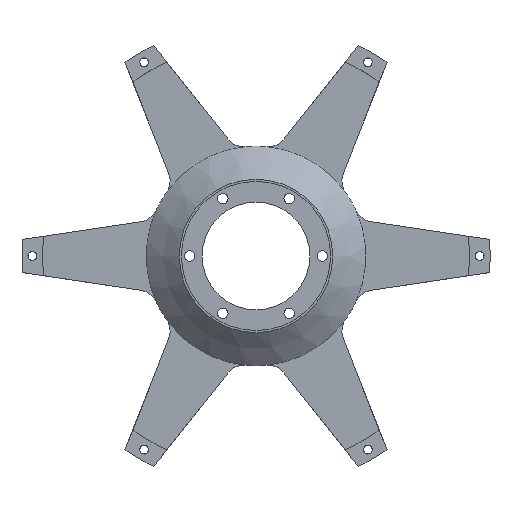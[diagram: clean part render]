
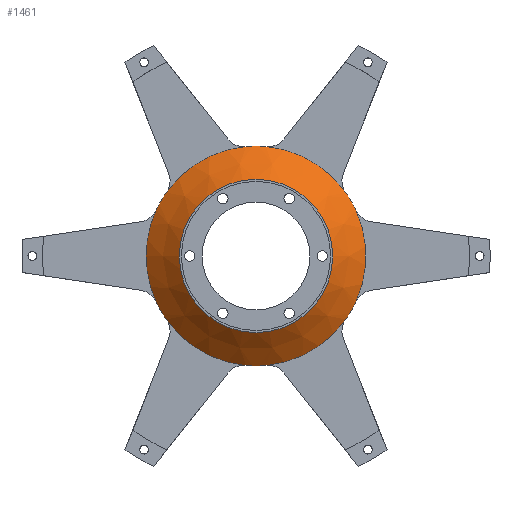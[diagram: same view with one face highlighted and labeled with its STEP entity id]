
A CAD part, top view. The second image highlights one B-rep face of the part: STEP entity #1461.
In plain terms, the highlighted conical face has half-angle 48.814 degrees and reference radius 45 mm.
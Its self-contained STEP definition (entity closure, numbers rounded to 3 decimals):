
#22=CONICAL_SURFACE('',#1655,45.,0.852);
#149=FACE_OUTER_BOUND('',#249,.T.);
#249=EDGE_LOOP('',(#1293,#1294,#1295,#1296,#1297,#1298,#1299,#1300,#1301,
#1302,#1303,#1304,#1305,#1306,#1307,#1308));
#365=LINE('',#2547,#471);
#471=VECTOR('',#2113,45.);
#484=CIRCLE('',#1494,53.);
#490=CIRCLE('',#1504,53.);
#496=CIRCLE('',#1514,53.);
#502=CIRCLE('',#1524,53.);
#508=CIRCLE('',#1534,53.);
#514=CIRCLE('',#1544,53.);
#532=CIRCLE('',#1568,53.);
#533=CIRCLE('',#1569,53.);
#538=CIRCLE('',#1579,53.);
#543=CIRCLE('',#1589,53.);
#548=CIRCLE('',#1599,53.);
#553=CIRCLE('',#1609,53.);
#578=CIRCLE('',#1654,53.);
#579=CIRCLE('',#1656,37.);
#584=VERTEX_POINT('',#2148);
#591=VERTEX_POINT('',#2166);
#596=VERTEX_POINT('',#2179);
#603=VERTEX_POINT('',#2197);
#608=VERTEX_POINT('',#2210);
#615=VERTEX_POINT('',#2228);
#620=VERTEX_POINT('',#2241);
#627=VERTEX_POINT('',#2259);
#632=VERTEX_POINT('',#2272);
#639=VERTEX_POINT('',#2290);
#644=VERTEX_POINT('',#2303);
#651=VERTEX_POINT('',#2321);
#675=VERTEX_POINT('',#2388);
#713=VERTEX_POINT('',#2545);
#731=EDGE_CURVE('',#584,#591,#484,.T.);
#746=EDGE_CURVE('',#596,#603,#490,.T.);
#761=EDGE_CURVE('',#608,#615,#496,.T.);
#776=EDGE_CURVE('',#620,#627,#502,.T.);
#791=EDGE_CURVE('',#632,#639,#508,.T.);
#806=EDGE_CURVE('',#644,#651,#514,.T.);
#837=EDGE_CURVE('',#675,#644,#532,.T.);
#838=EDGE_CURVE('',#639,#675,#533,.T.);
#847=EDGE_CURVE('',#627,#632,#538,.T.);
#856=EDGE_CURVE('',#615,#620,#543,.T.);
#865=EDGE_CURVE('',#603,#608,#548,.T.);
#874=EDGE_CURVE('',#591,#596,#553,.T.);
#914=EDGE_CURVE('',#651,#584,#578,.T.);
#915=EDGE_CURVE('',#713,#713,#579,.T.);
#916=EDGE_CURVE('',#713,#675,#365,.T.);
#1293=ORIENTED_EDGE('',*,*,#915,.F.);
#1294=ORIENTED_EDGE('',*,*,#916,.T.);
#1295=ORIENTED_EDGE('',*,*,#837,.T.);
#1296=ORIENTED_EDGE('',*,*,#806,.T.);
#1297=ORIENTED_EDGE('',*,*,#914,.T.);
#1298=ORIENTED_EDGE('',*,*,#731,.T.);
#1299=ORIENTED_EDGE('',*,*,#874,.T.);
#1300=ORIENTED_EDGE('',*,*,#746,.T.);
#1301=ORIENTED_EDGE('',*,*,#865,.T.);
#1302=ORIENTED_EDGE('',*,*,#761,.T.);
#1303=ORIENTED_EDGE('',*,*,#856,.T.);
#1304=ORIENTED_EDGE('',*,*,#776,.T.);
#1305=ORIENTED_EDGE('',*,*,#847,.T.);
#1306=ORIENTED_EDGE('',*,*,#791,.T.);
#1307=ORIENTED_EDGE('',*,*,#838,.T.);
#1308=ORIENTED_EDGE('',*,*,#916,.F.);
#1461=ADVANCED_FACE('',(#149),#22,.T.);
#1494=AXIS2_PLACEMENT_3D('',#2176,#1698,#1699);
#1504=AXIS2_PLACEMENT_3D('',#2207,#1727,#1728);
#1514=AXIS2_PLACEMENT_3D('',#2238,#1756,#1757);
#1524=AXIS2_PLACEMENT_3D('',#2269,#1785,#1786);
#1534=AXIS2_PLACEMENT_3D('',#2300,#1814,#1815);
#1544=AXIS2_PLACEMENT_3D('',#2331,#1843,#1844);
#1568=AXIS2_PLACEMENT_3D('',#2389,#1904,#1905);
#1569=AXIS2_PLACEMENT_3D('',#2390,#1906,#1907);
#1579=AXIS2_PLACEMENT_3D('',#2408,#1930,#1931);
#1589=AXIS2_PLACEMENT_3D('',#2426,#1954,#1955);
#1599=AXIS2_PLACEMENT_3D('',#2444,#1978,#1979);
#1609=AXIS2_PLACEMENT_3D('',#2462,#2002,#2003);
#1654=AXIS2_PLACEMENT_3D('',#2543,#2107,#2108);
#1655=AXIS2_PLACEMENT_3D('',#2544,#2109,#2110);
#1656=AXIS2_PLACEMENT_3D('',#2546,#2111,#2112);
#1698=DIRECTION('center_axis',(0.,0.,1.));
#1699=DIRECTION('ref_axis',(1.,0.,0.));
#1727=DIRECTION('center_axis',(0.,0.,1.));
#1728=DIRECTION('ref_axis',(1.,0.,0.));
#1756=DIRECTION('center_axis',(0.,0.,1.));
#1757=DIRECTION('ref_axis',(1.,0.,0.));
#1785=DIRECTION('center_axis',(0.,0.,1.));
#1786=DIRECTION('ref_axis',(1.,0.,0.));
#1814=DIRECTION('center_axis',(0.,0.,1.));
#1815=DIRECTION('ref_axis',(1.,0.,0.));
#1843=DIRECTION('center_axis',(0.,0.,1.));
#1844=DIRECTION('ref_axis',(1.,0.,0.));
#1904=DIRECTION('center_axis',(0.,0.,1.));
#1905=DIRECTION('ref_axis',(1.,0.,0.));
#1906=DIRECTION('center_axis',(0.,0.,1.));
#1907=DIRECTION('ref_axis',(1.,0.,0.));
#1930=DIRECTION('center_axis',(0.,0.,1.));
#1931=DIRECTION('ref_axis',(1.,0.,0.));
#1954=DIRECTION('center_axis',(0.,0.,1.));
#1955=DIRECTION('ref_axis',(1.,0.,0.));
#1978=DIRECTION('center_axis',(0.,0.,1.));
#1979=DIRECTION('ref_axis',(1.,0.,0.));
#2002=DIRECTION('center_axis',(0.,0.,1.));
#2003=DIRECTION('ref_axis',(1.,0.,0.));
#2107=DIRECTION('center_axis',(0.,0.,1.));
#2108=DIRECTION('ref_axis',(1.,0.,0.));
#2109=DIRECTION('center_axis',(0.,0.,-1.));
#2110=DIRECTION('ref_axis',(1.,0.,0.));
#2111=DIRECTION('center_axis',(0.,0.,1.));
#2112=DIRECTION('ref_axis',(1.,0.,0.));
#2113=DIRECTION('',(-0.753,0.,-0.659));
#2148=CARTESIAN_POINT('',(-4.819,-52.78,-11.));
#2166=CARTESIAN_POINT('',(4.819,-52.78,-11.));
#2176=CARTESIAN_POINT('Origin',(0.,0.,-11.));
#2179=CARTESIAN_POINT('',(43.3,-30.564,-11.));
#2197=CARTESIAN_POINT('',(48.119,-22.217,-11.));
#2207=CARTESIAN_POINT('Origin',(0.,0.,-11.));
#2210=CARTESIAN_POINT('',(48.119,22.217,-11.));
#2228=CARTESIAN_POINT('',(43.3,30.564,-11.));
#2238=CARTESIAN_POINT('Origin',(0.,0.,-11.));
#2241=CARTESIAN_POINT('',(4.819,52.78,-11.));
#2259=CARTESIAN_POINT('',(-4.819,52.78,-11.));
#2269=CARTESIAN_POINT('Origin',(0.,0.,-11.));
#2272=CARTESIAN_POINT('',(-43.3,30.564,-11.));
#2290=CARTESIAN_POINT('',(-48.119,22.217,-11.));
#2300=CARTESIAN_POINT('Origin',(0.,0.,-11.));
#2303=CARTESIAN_POINT('',(-48.119,-22.217,-11.));
#2321=CARTESIAN_POINT('',(-43.3,-30.564,-11.));
#2331=CARTESIAN_POINT('Origin',(0.,0.,-11.));
#2388=CARTESIAN_POINT('',(-53.,0.,-11.));
#2389=CARTESIAN_POINT('Origin',(0.,0.,-11.));
#2390=CARTESIAN_POINT('Origin',(0.,0.,-11.));
#2408=CARTESIAN_POINT('Origin',(0.,0.,-11.));
#2426=CARTESIAN_POINT('Origin',(0.,0.,-11.));
#2444=CARTESIAN_POINT('Origin',(0.,0.,-11.));
#2462=CARTESIAN_POINT('Origin',(0.,0.,-11.));
#2543=CARTESIAN_POINT('Origin',(0.,0.,-11.));
#2544=CARTESIAN_POINT('Origin',(0.,0.,-4.));
#2545=CARTESIAN_POINT('',(-37.,0.,3.));
#2546=CARTESIAN_POINT('Origin',(0.,0.,3.));
#2547=CARTESIAN_POINT('',(-45.,0.,-4.));
